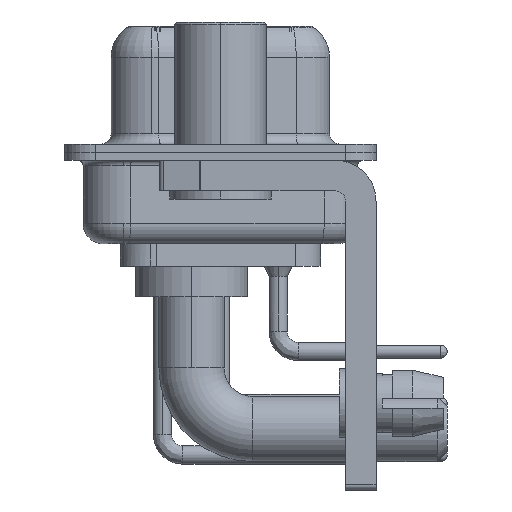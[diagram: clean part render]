
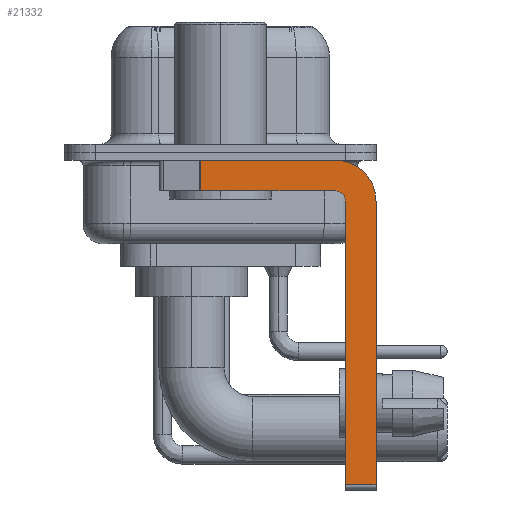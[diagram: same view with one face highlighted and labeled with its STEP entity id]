
A CAD part, left-side view. The second image highlights one B-rep face of the part: STEP entity #21332.
In plain terms, the highlighted planar face has unit normal (-1, 0, 0).
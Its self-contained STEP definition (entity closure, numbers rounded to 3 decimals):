
#261 = ORIENTED_EDGE ( 'NONE', *, *, #30824, .T. ) ;
#474 = CARTESIAN_POINT ( 'NONE',  ( -2.9, 0.978, -1.9 ) ) ;
#1862 = VECTOR ( 'NONE', #11662, 1000. ) ;
#2872 = EDGE_CURVE ( 'NONE', #36031, #18355, #24636, .T. ) ;
#3530 = ORIENTED_EDGE ( 'NONE', *, *, #7518, .F. ) ;
#5728 = CIRCLE ( 'NONE', #17254, 2. ) ;
#5849 = ORIENTED_EDGE ( 'NONE', *, *, #31829, .T. ) ;
#7291 = CARTESIAN_POINT ( 'NONE',  ( -2.9, -7.65, -16.35 ) ) ;
#7411 = CARTESIAN_POINT ( 'NONE',  ( -2.9, -5.65, -2.4 ) ) ;
#7518 = EDGE_CURVE ( 'NONE', #18262, #9166, #19303, .T. ) ;
#7541 = CARTESIAN_POINT ( 'NONE',  ( -2.9, -6.15, -16.6 ) ) ;
#7734 = LINE ( 'NONE', #19327, #30401 ) ;
#8276 = VECTOR ( 'NONE', #28222, 1000. ) ;
#8999 = CARTESIAN_POINT ( 'NONE',  ( -2.9, 3., -0.4 ) ) ;
#9166 = VERTEX_POINT ( 'NONE', #7291 ) ;
#10412 = DIRECTION ( 'NONE',  ( 0., 0., -1. ) ) ;
#10585 = CARTESIAN_POINT ( 'NONE',  ( -2.9, -5.65, -16.35 ) ) ;
#10804 = ORIENTED_EDGE ( 'NONE', *, *, #34515, .F. ) ;
#11002 = CARTESIAN_POINT ( 'NONE',  ( -2.9, -7.65, -2.4 ) ) ;
#11445 = DIRECTION ( 'NONE',  ( -1., 0., 0. ) ) ;
#11623 = VECTOR ( 'NONE', #28249, 1000. ) ;
#11662 = DIRECTION ( 'NONE',  ( 0., -1., 0. ) ) ;
#12436 = EDGE_CURVE ( 'NONE', #17673, #25712, #14316, .T. ) ;
#12529 = PLANE ( 'NONE',  #12655 ) ;
#12655 = AXIS2_PLACEMENT_3D ( 'NONE', #7411, #15763, #26803 ) ;
#12681 = VECTOR ( 'NONE', #27678, 1000. ) ;
#13620 = CARTESIAN_POINT ( 'NONE',  ( -2.9, -5.65, -2.4 ) ) ;
#14009 = DIRECTION ( 'NONE',  ( 1., 0., 0. ) ) ;
#14316 = LINE ( 'NONE', #8999, #1862 ) ;
#14320 = CIRCLE ( 'NONE', #37356, 0.5 ) ;
#15284 = EDGE_CURVE ( 'NONE', #25712, #18262, #5728, .T. ) ;
#15600 = ORIENTED_EDGE ( 'NONE', *, *, #2872, .F. ) ;
#15763 = DIRECTION ( 'NONE',  ( 1., 0., 0. ) ) ;
#17254 = AXIS2_PLACEMENT_3D ( 'NONE', #13620, #14009, #10412 ) ;
#17673 = VERTEX_POINT ( 'NONE', #23975 ) ;
#17678 = EDGE_LOOP ( 'NONE', ( #26087, #5849, #18938, #10804, #15600, #261, #3530, #29305 ) ) ;
#18262 = VERTEX_POINT ( 'NONE', #11002 ) ;
#18355 = VERTEX_POINT ( 'NONE', #29030 ) ;
#18938 = ORIENTED_EDGE ( 'NONE', *, *, #29145, .F. ) ;
#19303 = LINE ( 'NONE', #33512, #8276 ) ;
#19327 = CARTESIAN_POINT ( 'NONE',  ( -2.9, -5.65, -1.9 ) ) ;
#20144 = CARTESIAN_POINT ( 'NONE',  ( -2.9, 0.978, -1.9 ) ) ;
#20203 = VECTOR ( 'NONE', #29051, 1000. ) ;
#20339 = LINE ( 'NONE', #20144, #20203 ) ;
#21332 = ADVANCED_FACE ( 'NONE', ( #27348 ), #12529, .F. ) ;
#22381 = DIRECTION ( 'NONE',  ( 0., 1., 0. ) ) ;
#22498 = CARTESIAN_POINT ( 'NONE',  ( -2.9, -5.65, -2.4 ) ) ;
#23975 = CARTESIAN_POINT ( 'NONE',  ( -2.9, 0.978, -0.4 ) ) ;
#24636 = LINE ( 'NONE', #7541, #12681 ) ;
#25712 = VERTEX_POINT ( 'NONE', #28444 ) ;
#26087 = ORIENTED_EDGE ( 'NONE', *, *, #12436, .F. ) ;
#26803 = DIRECTION ( 'NONE',  ( 0., 0., -1. ) ) ;
#27348 = FACE_OUTER_BOUND ( 'NONE', #17678, .T. ) ;
#27678 = DIRECTION ( 'NONE',  ( 0., 0., 1. ) ) ;
#27743 = CARTESIAN_POINT ( 'NONE',  ( -2.9, -5.65, -1.9 ) ) ;
#28222 = DIRECTION ( 'NONE',  ( 0., 0., -1. ) ) ;
#28249 = DIRECTION ( 'NONE',  ( 0., -1., 0. ) ) ;
#28444 = CARTESIAN_POINT ( 'NONE',  ( -2.9, -5.65, -0.4 ) ) ;
#29030 = CARTESIAN_POINT ( 'NONE',  ( -2.9, -6.15, -2.4 ) ) ;
#29051 = DIRECTION ( 'NONE',  ( 0., 0., -1. ) ) ;
#29145 = EDGE_CURVE ( 'NONE', #33450, #35888, #7734, .T. ) ;
#29305 = ORIENTED_EDGE ( 'NONE', *, *, #15284, .F. ) ;
#29883 = CARTESIAN_POINT ( 'NONE',  ( -2.9, -6.15, -16.35 ) ) ;
#30401 = VECTOR ( 'NONE', #22381, 1000. ) ;
#30824 = EDGE_CURVE ( 'NONE', #36031, #9166, #31097, .T. ) ;
#31097 = LINE ( 'NONE', #10585, #11623 ) ;
#31829 = EDGE_CURVE ( 'NONE', #17673, #35888, #20339, .T. ) ;
#33450 = VERTEX_POINT ( 'NONE', #27743 ) ;
#33512 = CARTESIAN_POINT ( 'NONE',  ( -2.9, -7.65, -2.4 ) ) ;
#34220 = DIRECTION ( 'NONE',  ( 0., 0., 1. ) ) ;
#34515 = EDGE_CURVE ( 'NONE', #18355, #33450, #14320, .T. ) ;
#35888 = VERTEX_POINT ( 'NONE', #474 ) ;
#36031 = VERTEX_POINT ( 'NONE', #29883 ) ;
#37356 = AXIS2_PLACEMENT_3D ( 'NONE', #22498, #11445, #34220 ) ;
